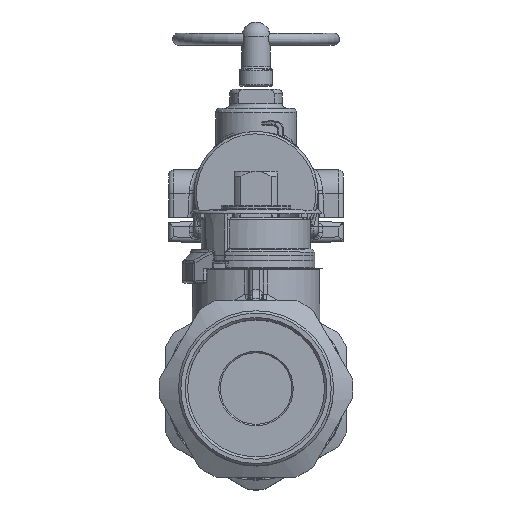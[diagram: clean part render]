
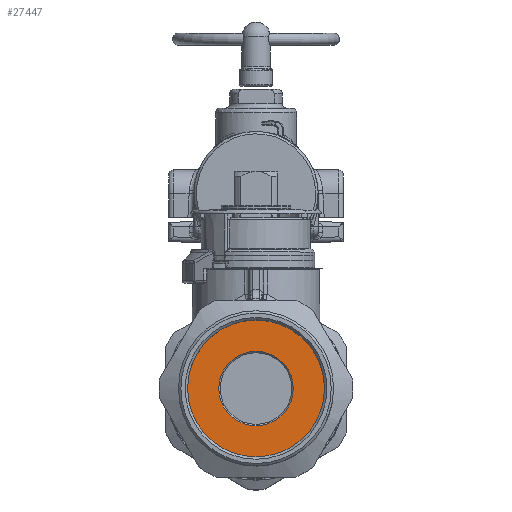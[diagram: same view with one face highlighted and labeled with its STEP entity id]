
A CAD part, top view. The second image highlights one B-rep face of the part: STEP entity #27447.
In plain terms, the highlighted face is planar.
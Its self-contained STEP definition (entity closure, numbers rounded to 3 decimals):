
#996=PLANE('',#30437);
#2122=FACE_BOUND('',#5762,.T.);
#3901=FACE_OUTER_BOUND('',#5761,.T.);
#5761=EDGE_LOOP('',(#25103));
#5762=EDGE_LOOP('',(#25104));
#8605=CIRCLE('',#30434,7.8);
#8608=CIRCLE('',#30438,14.35);
#12722=VERTEX_POINT('',#105667);
#12725=VERTEX_POINT('',#105675);
#16857=EDGE_CURVE('',#12722,#12722,#8605,.T.);
#16861=EDGE_CURVE('',#12725,#12725,#8608,.T.);
#25103=ORIENTED_EDGE('',*,*,#16861,.F.);
#25104=ORIENTED_EDGE('',*,*,#16857,.F.);
#27447=ADVANCED_FACE('',(#3901,#2122),#996,.F.);
#30434=AXIS2_PLACEMENT_3D('',#105668,#36957,#36958);
#30437=AXIS2_PLACEMENT_3D('',#105674,#36964,#36965);
#30438=AXIS2_PLACEMENT_3D('',#105676,#36966,#36967);
#36957=DIRECTION('center_axis',(0.,1.,0.));
#36958=DIRECTION('ref_axis',(0.,0.,-1.));
#36964=DIRECTION('center_axis',(0.,-1.,0.));
#36965=DIRECTION('ref_axis',(0.,0.,-1.));
#36966=DIRECTION('center_axis',(0.,-1.,0.));
#36967=DIRECTION('ref_axis',(1.,0.,0.));
#105667=CARTESIAN_POINT('',(0.,26.,7.8));
#105668=CARTESIAN_POINT('Origin',(0.,26.,0.));
#105674=CARTESIAN_POINT('Origin',(0.,26.,7.5));
#105675=CARTESIAN_POINT('',(0.,26.,-14.35));
#105676=CARTESIAN_POINT('Origin',(0.,26.,0.));
